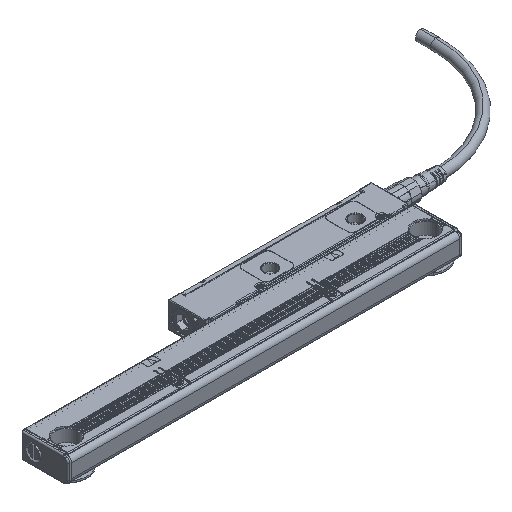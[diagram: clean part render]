
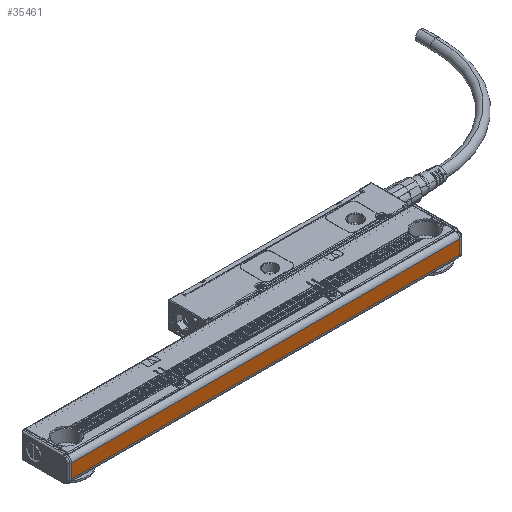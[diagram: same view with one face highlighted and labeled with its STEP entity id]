
A CAD part, isometric view. The second image highlights one B-rep face of the part: STEP entity #35461.
In plain terms, the highlighted planar face has unit normal (0, -1, 0).
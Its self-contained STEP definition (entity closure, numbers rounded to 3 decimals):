
#35441=AXIS2_PLACEMENT_3D('Plane Axis2P3D',#35438,#35439,#35440) ;
#35067=CARTESIAN_POINT('Vertex',(-254.,0.,3.)) ;
#35070=CARTESIAN_POINT('Line Origine',(-254.,0.,7.5)) ;
#35074=CARTESIAN_POINT('Vertex',(-254.,0.,12.)) ;
#35403=CARTESIAN_POINT('Line Origine',(-127.,0.,12.)) ;
#35407=CARTESIAN_POINT('Vertex',(0.,0.,12.)) ;
#35438=CARTESIAN_POINT('Axis2P3D Location',(0.,0.,15.)) ;
#35443=CARTESIAN_POINT('Line Origine',(-127.,0.,3.)) ;
#35447=CARTESIAN_POINT('Vertex',(0.,0.,3.)) ;
#35450=CARTESIAN_POINT('Line Origine',(0.,0.,7.5)) ;
#35071=DIRECTION('Vector Direction',(0.,0.,-1.)) ;
#35404=DIRECTION('Vector Direction',(-1.,0.,0.)) ;
#35439=DIRECTION('Axis2P3D Direction',(0.,1.,0.)) ;
#35440=DIRECTION('Axis2P3D XDirection',(0.,0.,-1.)) ;
#35444=DIRECTION('Vector Direction',(-1.,0.,0.)) ;
#35451=DIRECTION('Vector Direction',(0.,0.,-1.)) ;
#35072=VECTOR('Line Direction',#35071,1.) ;
#35405=VECTOR('Line Direction',#35404,1.) ;
#35445=VECTOR('Line Direction',#35444,1.) ;
#35452=VECTOR('Line Direction',#35451,1.) ;
#35456=ORIENTED_EDGE('',*,*,#35449,.F.) ;
#35457=ORIENTED_EDGE('',*,*,#35454,.F.) ;
#35458=ORIENTED_EDGE('',*,*,#35409,.T.) ;
#35459=ORIENTED_EDGE('',*,*,#35076,.T.) ;
#35461=ADVANCED_FACE('\X2\FF8AFF9FFF70FF82\X0\ \X2\FF8EFF9EFF83FF9EFF68FF70\X0\',(#35460),#35442,.F.) ;
#35076=EDGE_CURVE('',#35075,#35068,#35073,.T.) ;
#35409=EDGE_CURVE('',#35408,#35075,#35406,.T.) ;
#35449=EDGE_CURVE('',#35448,#35068,#35446,.T.) ;
#35454=EDGE_CURVE('',#35408,#35448,#35453,.T.) ;
#35455=EDGE_LOOP('',(#35456,#35457,#35458,#35459)) ;
#35460=FACE_OUTER_BOUND('',#35455,.T.) ;
#35073=LINE('Line',#35070,#35072) ;
#35406=LINE('Line',#35403,#35405) ;
#35446=LINE('Line',#35443,#35445) ;
#35453=LINE('Line',#35450,#35452) ;
#35442=PLANE('Plane',#35441) ;
#35068=VERTEX_POINT('',#35067) ;
#35075=VERTEX_POINT('',#35074) ;
#35408=VERTEX_POINT('',#35407) ;
#35448=VERTEX_POINT('',#35447) ;
